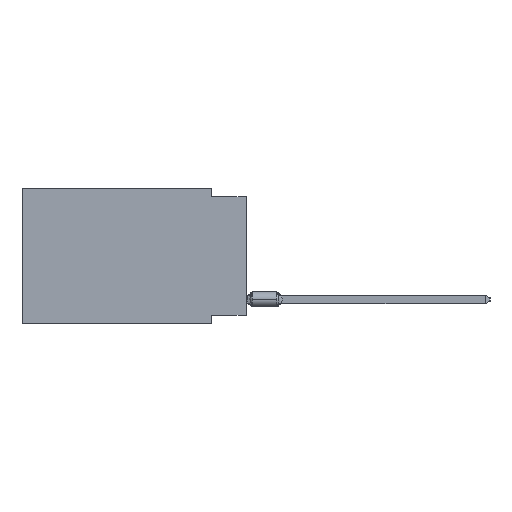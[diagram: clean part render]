
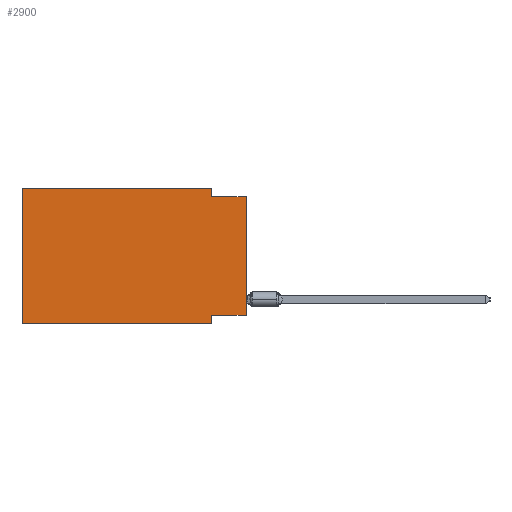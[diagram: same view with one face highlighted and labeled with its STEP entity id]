
A CAD part, left-side view. The second image highlights one B-rep face of the part: STEP entity #2900.
In plain terms, the highlighted planar face has unit normal (-1, 0, 0).
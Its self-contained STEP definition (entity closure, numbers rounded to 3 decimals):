
#218 = CARTESIAN_POINT ( 'NONE',  ( 0., 2.54, -9.271 ) ) ;
#273 = LINE ( 'NONE', #16785, #12827 ) ;
#608 = CARTESIAN_POINT ( 'NONE',  ( 0., 2.54, -0.635 ) ) ;
#1984 = DIRECTION ( 'NONE',  ( 0., 0., -1. ) ) ;
#2900 = ADVANCED_FACE ( 'NONE', ( #28668 ), #5324, .F. ) ;
#3100 = VERTEX_POINT ( 'NONE', #218 ) ;
#3282 = CARTESIAN_POINT ( 'NONE',  ( 0., 2.54, 0. ) ) ;
#3647 = VECTOR ( 'NONE', #28959, 1000. ) ;
#3666 = VECTOR ( 'NONE', #31688, 1000. ) ;
#3844 = EDGE_CURVE ( 'NONE', #5742, #3100, #17924, .T. ) ;
#4329 = DIRECTION ( 'NONE',  ( 0., 0., 1. ) ) ;
#5324 = PLANE ( 'NONE',  #15869 ) ;
#5375 = CARTESIAN_POINT ( 'NONE',  ( 0., 2.54, 0. ) ) ;
#5742 = VERTEX_POINT ( 'NONE', #29816 ) ;
#5932 = VECTOR ( 'NONE', #9625, 1000. ) ;
#5989 = EDGE_CURVE ( 'NONE', #26649, #18174, #21169, .T. ) ;
#7427 = ORIENTED_EDGE ( 'NONE', *, *, #3844, .F. ) ;
#7894 = EDGE_CURVE ( 'NONE', #3100, #29505, #17348, .T. ) ;
#7947 = ORIENTED_EDGE ( 'NONE', *, *, #15883, .F. ) ;
#8107 = EDGE_CURVE ( 'NONE', #20848, #26649, #26951, .T. ) ;
#8556 = DIRECTION ( 'NONE',  ( 0., 0., -1. ) ) ;
#9625 = DIRECTION ( 'NONE',  ( 0., 0., -1. ) ) ;
#10246 = DIRECTION ( 'NONE',  ( 1., 0., 0. ) ) ;
#12195 = DIRECTION ( 'NONE',  ( 0., -1., 0. ) ) ;
#12827 = VECTOR ( 'NONE', #22033, 1000. ) ;
#12948 = DIRECTION ( 'NONE',  ( 0., -1., 0. ) ) ;
#13294 = CARTESIAN_POINT ( 'NONE',  ( 0., 0., -0.635 ) ) ;
#14540 = CARTESIAN_POINT ( 'NONE',  ( 0., 2.54, -9.906 ) ) ;
#15550 = LINE ( 'NONE', #15915, #3666 ) ;
#15566 = VECTOR ( 'NONE', #12948, 1000. ) ;
#15693 = ORIENTED_EDGE ( 'NONE', *, *, #8107, .F. ) ;
#15869 = AXIS2_PLACEMENT_3D ( 'NONE', #33933, #10246, #1984 ) ;
#15876 = VECTOR ( 'NONE', #12195, 1000. ) ;
#15883 = EDGE_CURVE ( 'NONE', #30787, #32596, #15550, .T. ) ;
#15915 = CARTESIAN_POINT ( 'NONE',  ( 0., 16.383, 0. ) ) ;
#16491 = EDGE_CURVE ( 'NONE', #5742, #18174, #20112, .T. ) ;
#16669 = CARTESIAN_POINT ( 'NONE',  ( 0., 16.383, 0. ) ) ;
#16785 = CARTESIAN_POINT ( 'NONE',  ( 0., 16.383, -9.906 ) ) ;
#17205 = EDGE_LOOP ( 'NONE', ( #34518, #29017, #15693, #31794, #7947, #22561, #27456, #7427 ) ) ;
#17348 = LINE ( 'NONE', #14540, #5932 ) ;
#17924 = LINE ( 'NONE', #22813, #3647 ) ;
#18174 = VERTEX_POINT ( 'NONE', #24549 ) ;
#20112 = LINE ( 'NONE', #25210, #24959 ) ;
#20848 = VERTEX_POINT ( 'NONE', #5375 ) ;
#21169 = LINE ( 'NONE', #13294, #15566 ) ;
#22033 = DIRECTION ( 'NONE',  ( 0., -1., 0. ) ) ;
#22308 = EDGE_CURVE ( 'NONE', #30787, #29505, #273, .T. ) ;
#22561 = ORIENTED_EDGE ( 'NONE', *, *, #22308, .T. ) ;
#22813 = CARTESIAN_POINT ( 'NONE',  ( 0., 0., -9.271 ) ) ;
#22882 = LINE ( 'NONE', #16669, #15876 ) ;
#24549 = CARTESIAN_POINT ( 'NONE',  ( 0., 0., -0.635 ) ) ;
#24959 = VECTOR ( 'NONE', #4329, 1000. ) ;
#25210 = CARTESIAN_POINT ( 'NONE',  ( 0., 0., 0. ) ) ;
#26649 = VERTEX_POINT ( 'NONE', #608 ) ;
#26951 = LINE ( 'NONE', #3282, #27326 ) ;
#27326 = VECTOR ( 'NONE', #8556, 1000. ) ;
#27456 = ORIENTED_EDGE ( 'NONE', *, *, #7894, .F. ) ;
#27894 = CARTESIAN_POINT ( 'NONE',  ( 0., 16.383, 0. ) ) ;
#28638 = EDGE_CURVE ( 'NONE', #32596, #20848, #22882, .T. ) ;
#28668 = FACE_OUTER_BOUND ( 'NONE', #17205, .T. ) ;
#28959 = DIRECTION ( 'NONE',  ( 0., 1., 0. ) ) ;
#29017 = ORIENTED_EDGE ( 'NONE', *, *, #5989, .F. ) ;
#29505 = VERTEX_POINT ( 'NONE', #33179 ) ;
#29816 = CARTESIAN_POINT ( 'NONE',  ( 0., 0., -9.271 ) ) ;
#30397 = CARTESIAN_POINT ( 'NONE',  ( 0., 16.383, -9.906 ) ) ;
#30787 = VERTEX_POINT ( 'NONE', #30397 ) ;
#31688 = DIRECTION ( 'NONE',  ( 0., 0., 1. ) ) ;
#31794 = ORIENTED_EDGE ( 'NONE', *, *, #28638, .F. ) ;
#32596 = VERTEX_POINT ( 'NONE', #27894 ) ;
#33179 = CARTESIAN_POINT ( 'NONE',  ( 0., 2.54, -9.906 ) ) ;
#33933 = CARTESIAN_POINT ( 'NONE',  ( 0., 16.383, 0. ) ) ;
#34518 = ORIENTED_EDGE ( 'NONE', *, *, #16491, .T. ) ;
